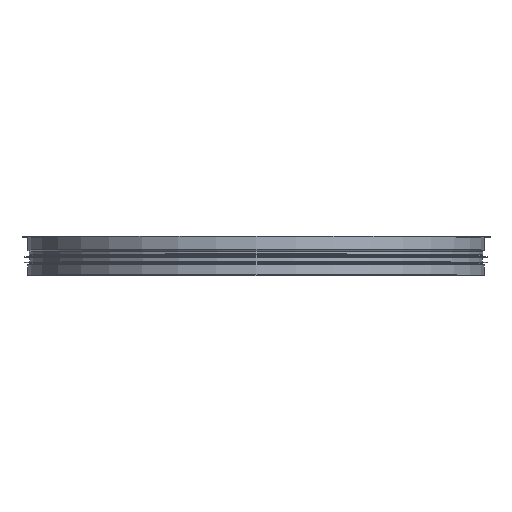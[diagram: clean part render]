
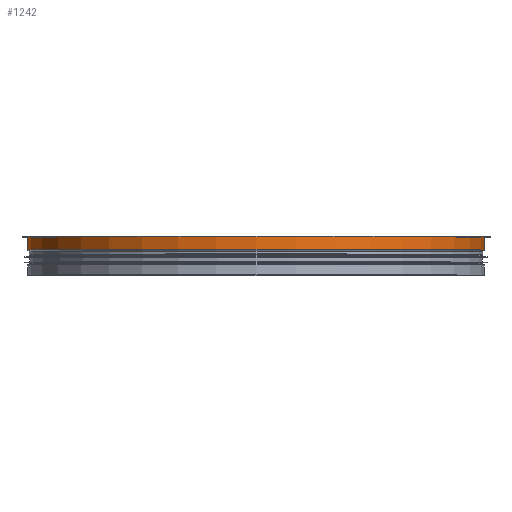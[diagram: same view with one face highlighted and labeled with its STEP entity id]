
A CAD part, top view. The second image highlights one B-rep face of the part: STEP entity #1242.
In plain terms, the highlighted cylindrical face has radius 624.525 mm (diameter 1249.05 mm), a full revolution.
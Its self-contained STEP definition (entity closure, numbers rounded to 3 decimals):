
#451=CARTESIAN_POINT('',(624.525,70.0,0.011));
#452=VERTEX_POINT('',#451);
#483=CARTESIAN_POINT('',(624.525,104.0,0.011));
#484=VERTEX_POINT('',#483);
#491=CARTESIAN_POINT('',(624.525,70.0,0.011));
#492=DIRECTION('',(0.0,1.0,0.0));
#493=VECTOR('',#492,34.0);
#494=LINE('',#491,#493);
#495=EDGE_CURVE('',#452,#484,#494,.T.);
#588=CARTESIAN_POINT('',(624.525,104.0,0.0));
#589=VERTEX_POINT('',#588);
#620=CARTESIAN_POINT('',(624.525,70.0,0.0));
#621=VERTEX_POINT('',#620);
#628=CARTESIAN_POINT('',(624.525,70.0,0.0));
#629=DIRECTION('',(0.0,1.0,0.0));
#630=VECTOR('',#629,34.0);
#631=LINE('',#628,#630);
#632=EDGE_CURVE('',#621,#589,#631,.T.);
#1213=CARTESIAN_POINT('',(0.0,70.0,0.0));
#1214=DIRECTION('',(0.0,1.0,0.0));
#1215=DIRECTION('',(1.0,0.0,0.0));
#1216=AXIS2_PLACEMENT_3D('',#1213,#1214,#1215);
#1217=CIRCLE('',#1216,624.525);
#1218=EDGE_CURVE('',#621,#452,#1217,.T.);
#1225=CARTESIAN_POINT('',(0.0,58.319,0.0));
#1226=DIRECTION('',(0.0,1.0,0.0));
#1227=DIRECTION('',(1.0,0.0,0.0));
#1228=AXIS2_PLACEMENT_3D('',#1225,#1226,#1227);
#1229=CYLINDRICAL_SURFACE('',#1228,624.525);
#1230=ORIENTED_EDGE('',*,*,#495,.T.);
#1231=CARTESIAN_POINT('',(0.0,104.0,0.0));
#1232=DIRECTION('',(0.0,1.0,0.0));
#1233=DIRECTION('',(1.0,0.0,0.0));
#1234=AXIS2_PLACEMENT_3D('',#1231,#1232,#1233);
#1235=CIRCLE('',#1234,624.525);
#1236=EDGE_CURVE('',#589,#484,#1235,.T.);
#1237=ORIENTED_EDGE('',*,*,#1236,.F.);
#1238=ORIENTED_EDGE('',*,*,#632,.F.);
#1239=ORIENTED_EDGE('',*,*,#1218,.T.);
#1240=EDGE_LOOP('',(#1230,#1237,#1238,#1239));
#1241=FACE_OUTER_BOUND('',#1240,.T.);
#1242=ADVANCED_FACE('',(#1241),#1229,.T.);
